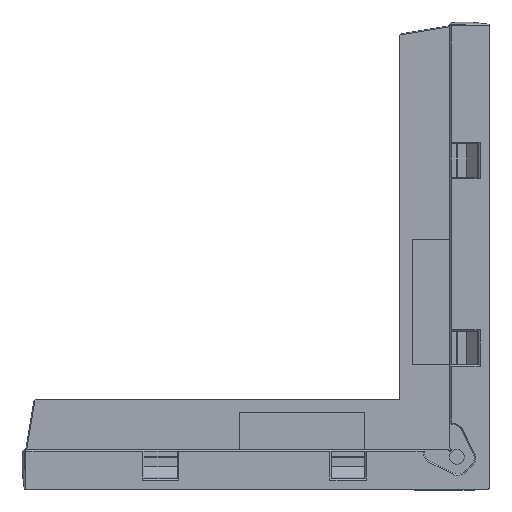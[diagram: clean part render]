
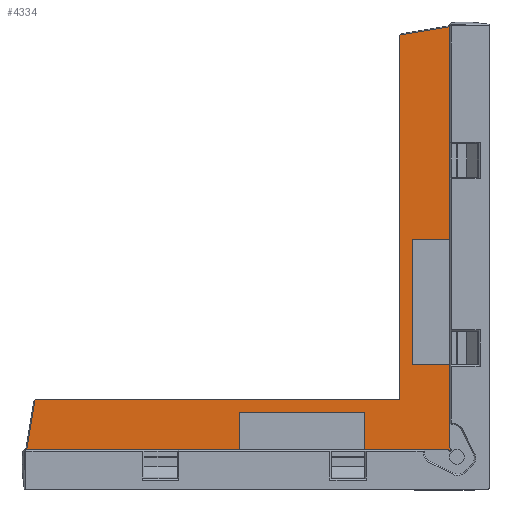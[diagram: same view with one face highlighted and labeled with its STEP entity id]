
A CAD part, top view. The second image highlights one B-rep face of the part: STEP entity #4334.
In plain terms, the highlighted planar face has unit normal (0, 0, 1).
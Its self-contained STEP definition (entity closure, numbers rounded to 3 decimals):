
#130=PLANE('',#4661);
#419=FACE_OUTER_BOUND('',#670,.T.);
#670=EDGE_LOOP('',(#3612,#3613,#3614,#3615,#3616,#3617,#3618,#3619,#3620,
#3621,#3622,#3623,#3624,#3625,#3626,#3627,#3628));
#1063=LINE('',#6813,#1558);
#1067=LINE('',#6821,#1562);
#1118=LINE('',#6950,#1613);
#1127=LINE('',#7142,#1622);
#1130=LINE('',#7148,#1625);
#1131=LINE('',#7150,#1626);
#1132=LINE('',#7151,#1627);
#1133=LINE('',#7159,#1628);
#1134=LINE('',#7161,#1629);
#1135=LINE('',#7163,#1630);
#1136=LINE('',#7165,#1631);
#1137=LINE('',#7167,#1632);
#1138=LINE('',#7169,#1633);
#1139=LINE('',#7170,#1634);
#1558=VECTOR('',#5397,10.);
#1562=VECTOR('',#5401,10.);
#1613=VECTOR('',#5498,10.);
#1622=VECTOR('',#5527,10.);
#1625=VECTOR('',#5532,10.);
#1626=VECTOR('',#5533,10.);
#1627=VECTOR('',#5534,10.);
#1628=VECTOR('',#5541,10.);
#1629=VECTOR('',#5542,10.);
#1630=VECTOR('',#5543,10.);
#1631=VECTOR('',#5544,10.);
#1632=VECTOR('',#5545,10.);
#1633=VECTOR('',#5546,10.);
#1634=VECTOR('',#5547,10.);
#1844=CIRCLE('',#4662,0.75);
#1845=CIRCLE('',#4663,0.3);
#1846=CIRCLE('',#4664,0.75);
#2080=VERTEX_POINT('',#6810);
#2081=VERTEX_POINT('',#6812);
#2084=VERTEX_POINT('',#6818);
#2085=VERTEX_POINT('',#6820);
#2122=VERTEX_POINT('',#6949);
#2135=VERTEX_POINT('',#7141);
#2137=VERTEX_POINT('',#7147);
#2138=VERTEX_POINT('',#7149);
#2139=VERTEX_POINT('',#7152);
#2140=VERTEX_POINT('',#7154);
#2141=VERTEX_POINT('',#7156);
#2142=VERTEX_POINT('',#7158);
#2143=VERTEX_POINT('',#7160);
#2144=VERTEX_POINT('',#7162);
#2145=VERTEX_POINT('',#7164);
#2146=VERTEX_POINT('',#7166);
#2147=VERTEX_POINT('',#7168);
#2587=EDGE_CURVE('',#2080,#2081,#1063,.T.);
#2591=EDGE_CURVE('',#2084,#2085,#1067,.T.);
#2649=EDGE_CURVE('',#2085,#2122,#1118,.T.);
#2674=EDGE_CURVE('',#2122,#2135,#1127,.T.);
#2677=EDGE_CURVE('',#2137,#2084,#1130,.T.);
#2678=EDGE_CURVE('',#2138,#2137,#1131,.T.);
#2679=EDGE_CURVE('',#2081,#2138,#1132,.T.);
#2680=EDGE_CURVE('',#2139,#2080,#1844,.T.);
#2681=EDGE_CURVE('',#2140,#2139,#1845,.T.);
#2682=EDGE_CURVE('',#2141,#2140,#1846,.T.);
#2683=EDGE_CURVE('',#2141,#2142,#1133,.T.);
#2684=EDGE_CURVE('',#2142,#2143,#1134,.T.);
#2685=EDGE_CURVE('',#2143,#2144,#1135,.T.);
#2686=EDGE_CURVE('',#2144,#2145,#1136,.T.);
#2687=EDGE_CURVE('',#2145,#2146,#1137,.T.);
#2688=EDGE_CURVE('',#2147,#2146,#1138,.T.);
#2689=EDGE_CURVE('',#2147,#2135,#1139,.T.);
#3612=ORIENTED_EDGE('',*,*,#2649,.F.);
#3613=ORIENTED_EDGE('',*,*,#2591,.F.);
#3614=ORIENTED_EDGE('',*,*,#2677,.F.);
#3615=ORIENTED_EDGE('',*,*,#2678,.F.);
#3616=ORIENTED_EDGE('',*,*,#2679,.F.);
#3617=ORIENTED_EDGE('',*,*,#2587,.F.);
#3618=ORIENTED_EDGE('',*,*,#2680,.F.);
#3619=ORIENTED_EDGE('',*,*,#2681,.F.);
#3620=ORIENTED_EDGE('',*,*,#2682,.F.);
#3621=ORIENTED_EDGE('',*,*,#2683,.T.);
#3622=ORIENTED_EDGE('',*,*,#2684,.T.);
#3623=ORIENTED_EDGE('',*,*,#2685,.T.);
#3624=ORIENTED_EDGE('',*,*,#2686,.T.);
#3625=ORIENTED_EDGE('',*,*,#2687,.T.);
#3626=ORIENTED_EDGE('',*,*,#2688,.F.);
#3627=ORIENTED_EDGE('',*,*,#2689,.T.);
#3628=ORIENTED_EDGE('',*,*,#2674,.F.);
#4334=ADVANCED_FACE('',(#419),#130,.T.);
#4661=AXIS2_PLACEMENT_3D('',#7146,#5530,#5531);
#4662=AXIS2_PLACEMENT_3D('',#7153,#5535,#5536);
#4663=AXIS2_PLACEMENT_3D('',#7155,#5537,#5538);
#4664=AXIS2_PLACEMENT_3D('',#7157,#5539,#5540);
#5397=DIRECTION('',(-1.,0.,0.));
#5401=DIRECTION('',(-1.,0.,0.));
#5498=DIRECTION('',(0.166,0.986,0.));
#5527=DIRECTION('',(1.,0.,0.));
#5530=DIRECTION('center_axis',(0.,0.,1.));
#5531=DIRECTION('ref_axis',(1.,0.,0.));
#5532=DIRECTION('',(0.,-1.,0.));
#5533=DIRECTION('',(-1.,0.,0.));
#5534=DIRECTION('',(0.,1.,0.));
#5535=DIRECTION('center_axis',(0.,0.,1.));
#5536=DIRECTION('ref_axis',(0.763,0.647,0.));
#5537=DIRECTION('center_axis',(0.,0.,-1.));
#5538=DIRECTION('ref_axis',(-0.763,-0.647,0.));
#5539=DIRECTION('center_axis',(0.,0.,1.));
#5540=DIRECTION('ref_axis',(-1.,0.,0.));
#5541=DIRECTION('',(0.,1.,0.));
#5542=DIRECTION('',(-1.,0.,0.));
#5543=DIRECTION('',(0.,1.,0.));
#5544=DIRECTION('',(1.,0.,0.));
#5545=DIRECTION('',(0.,1.,0.));
#5546=DIRECTION('',(0.986,0.166,0.));
#5547=DIRECTION('',(0.,-1.,0.));
#6810=CARTESIAN_POINT('',(241.47,-242.2,2.));
#6812=CARTESIAN_POINT('',(215.,-242.2,2.));
#6813=CARTESIAN_POINT('',(-121.1,-242.2,2.));
#6818=CARTESIAN_POINT('',(175.,-242.2,2.));
#6820=CARTESIAN_POINT('',(106.781,-242.2,2.));
#6821=CARTESIAN_POINT('',(-121.1,-242.2,2.));
#6949=CARTESIAN_POINT('',(109.471,-226.2,2.));
#6950=CARTESIAN_POINT('',(131.327,-96.217,2.));
#7141=CARTESIAN_POINT('',(226.2,-226.2,2.));
#7142=CARTESIAN_POINT('',(-226.2,-226.2,2.));
#7146=CARTESIAN_POINT('Origin',(240.6,0.,2.));
#7147=CARTESIAN_POINT('',(175.,-230.2,2.));
#7148=CARTESIAN_POINT('',(175.,-238.65,2.));
#7149=CARTESIAN_POINT('',(215.,-230.2,2.));
#7150=CARTESIAN_POINT('',(107.5,-230.2,2.));
#7151=CARTESIAN_POINT('',(215.,-238.65,2.));
#7152=CARTESIAN_POINT('',(242.042,-242.465,2.));
#7153=CARTESIAN_POINT('Origin',(241.47,-242.95,2.));
#7154=CARTESIAN_POINT('',(242.465,-242.042,2.));
#7155=CARTESIAN_POINT('Origin',(242.271,-242.271,2.));
#7156=CARTESIAN_POINT('',(242.2,-241.47,2.));
#7157=CARTESIAN_POINT('Origin',(242.95,-241.47,2.));
#7158=CARTESIAN_POINT('',(242.2,-215.,2.));
#7159=CARTESIAN_POINT('',(242.2,121.1,2.));
#7160=CARTESIAN_POINT('',(230.2,-215.,2.));
#7161=CARTESIAN_POINT('',(238.65,-215.,2.));
#7162=CARTESIAN_POINT('',(230.2,-175.,2.));
#7163=CARTESIAN_POINT('',(230.2,-107.5,2.));
#7164=CARTESIAN_POINT('',(242.2,-175.,2.));
#7165=CARTESIAN_POINT('',(238.65,-175.,2.));
#7166=CARTESIAN_POINT('',(242.2,-106.781,2.));
#7167=CARTESIAN_POINT('',(242.2,121.1,2.));
#7168=CARTESIAN_POINT('',(226.2,-109.471,2.));
#7169=CARTESIAN_POINT('',(232.881,-108.348,2.));
#7170=CARTESIAN_POINT('',(226.2,226.2,2.));
